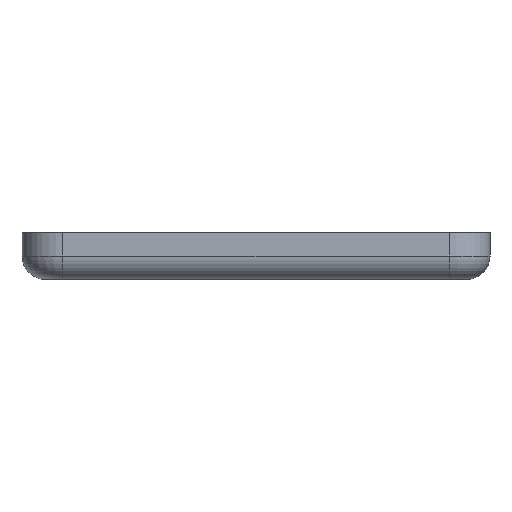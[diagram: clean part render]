
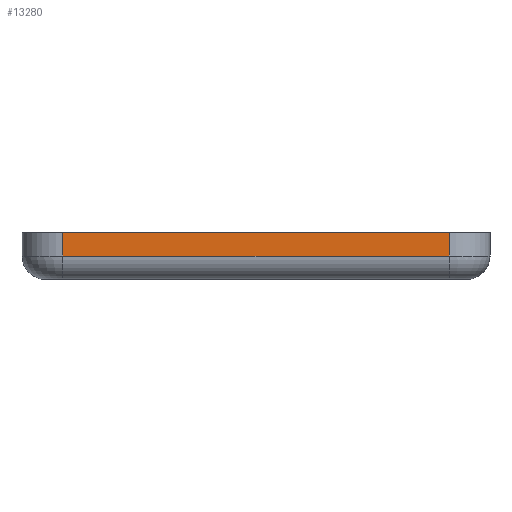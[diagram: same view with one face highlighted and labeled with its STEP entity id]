
A CAD part, left-side view. The second image highlights one B-rep face of the part: STEP entity #13280.
In plain terms, the highlighted planar face has unit normal (-1, 0, 0).
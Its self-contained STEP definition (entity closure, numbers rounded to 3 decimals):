
#166 = PLANE ( 'NONE',  #7958 ) ;
#815 = CARTESIAN_POINT ( 'NONE',  ( -40., -16.5, 4. ) ) ;
#1486 = EDGE_CURVE ( 'NONE', #10715, #2643, #11921, .T. ) ;
#1488 = FACE_OUTER_BOUND ( 'NONE', #12345, .T. ) ;
#2196 = LINE ( 'NONE', #12990, #10056 ) ;
#2376 = CARTESIAN_POINT ( 'NONE',  ( -40., -16.5, 2. ) ) ;
#2643 = VERTEX_POINT ( 'NONE', #5476 ) ;
#2740 = VERTEX_POINT ( 'NONE', #2376 ) ;
#3588 = CARTESIAN_POINT ( 'NONE',  ( -40., -16.5, 2. ) ) ;
#3825 = DIRECTION ( 'NONE',  ( 0., 0., -1. ) ) ;
#3955 = ORIENTED_EDGE ( 'NONE', *, *, #5801, .T. ) ;
#4246 = VERTEX_POINT ( 'NONE', #11799 ) ;
#4426 = ORIENTED_EDGE ( 'NONE', *, *, #12462, .F. ) ;
#4632 = DIRECTION ( 'NONE',  ( 0., -1., 0. ) ) ;
#4854 = ORIENTED_EDGE ( 'NONE', *, *, #1486, .F. ) ;
#5308 = CARTESIAN_POINT ( 'NONE',  ( -40., -16.5, 4. ) ) ;
#5476 = CARTESIAN_POINT ( 'NONE',  ( -40., -16.5, 4. ) ) ;
#5585 = DIRECTION ( 'NONE',  ( 0., -1., 0. ) ) ;
#5801 = EDGE_CURVE ( 'NONE', #10715, #4246, #2196, .T. ) ;
#6027 = EDGE_CURVE ( 'NONE', #4246, #2740, #12280, .T. ) ;
#6142 = VECTOR ( 'NONE', #10042, 1000. ) ;
#6263 = CARTESIAN_POINT ( 'NONE',  ( -40., 16.5, 4. ) ) ;
#7371 = DIRECTION ( 'NONE',  ( 0., 0., -1. ) ) ;
#7958 = AXIS2_PLACEMENT_3D ( 'NONE', #5308, #9382, #7371 ) ;
#8874 = ORIENTED_EDGE ( 'NONE', *, *, #6027, .T. ) ;
#9382 = DIRECTION ( 'NONE',  ( 1., 0., 0. ) ) ;
#9911 = VECTOR ( 'NONE', #4632, 1000. ) ;
#10042 = DIRECTION ( 'NONE',  ( 0., 0., -1. ) ) ;
#10056 = VECTOR ( 'NONE', #3825, 1000. ) ;
#10585 = CARTESIAN_POINT ( 'NONE',  ( -40., -16.5, 4. ) ) ;
#10715 = VERTEX_POINT ( 'NONE', #6263 ) ;
#11605 = LINE ( 'NONE', #815, #6142 ) ;
#11799 = CARTESIAN_POINT ( 'NONE',  ( -40., 16.5, 2. ) ) ;
#11921 = LINE ( 'NONE', #10585, #12226 ) ;
#12226 = VECTOR ( 'NONE', #5585, 1000. ) ;
#12280 = LINE ( 'NONE', #3588, #9911 ) ;
#12345 = EDGE_LOOP ( 'NONE', ( #3955, #8874, #4426, #4854 ) ) ;
#12462 = EDGE_CURVE ( 'NONE', #2643, #2740, #11605, .T. ) ;
#12990 = CARTESIAN_POINT ( 'NONE',  ( -40., 16.5, 4. ) ) ;
#13280 = ADVANCED_FACE ( 'NONE', ( #1488 ), #166, .F. ) ;
